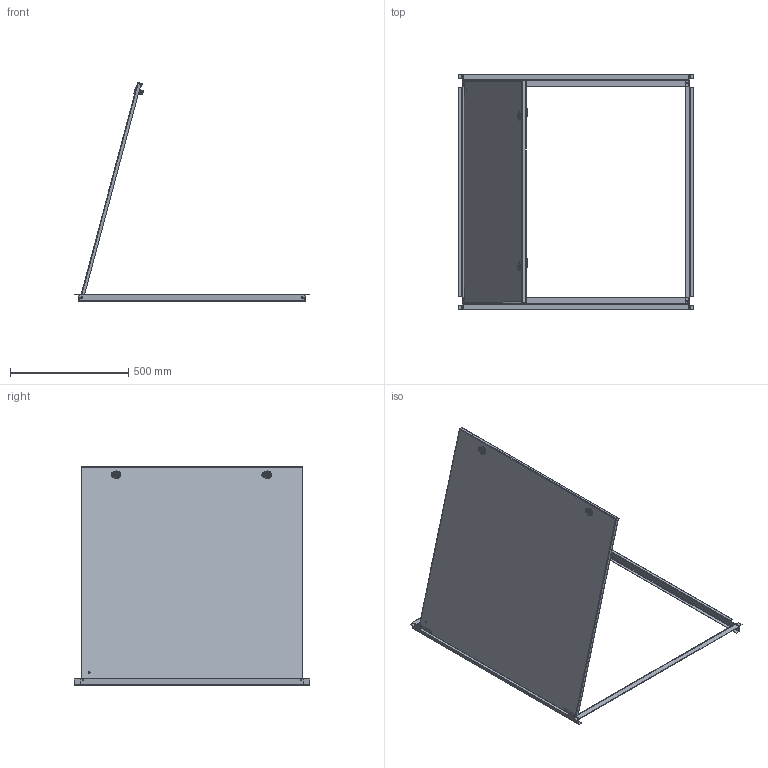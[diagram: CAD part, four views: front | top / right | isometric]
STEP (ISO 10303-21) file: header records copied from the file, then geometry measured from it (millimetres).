
FILE_DESCRIPTION(/* description */ (''),/* implementation_level */ '2;1');
FILE_NAME(/* name */ 'INXPIN100100.stp',/* time_stamp */ '2017-05-29T15:31:05+02:00',/* author */ (''),/* organization */ (''),/* preprocessor_version */ 'ST-DEVELOPER v15',/* originating_system */ 'SIEMENS PLM Software NX 9.0',/* authorisation */ '');
FILE_SCHEMA (('CONFIG_CONTROL_DESIGN'));
Length unit declared in the file: millimetre
Products named in the file (15): 995.P020_01; 995.P018_01; 995.P017_01; 995.P014_01; 995.P012_01; 995.P013_01; X4X66711_1_PUERTA_INTERIOR_INOX_400X400_BIS_PLAST; 91335_PERNO_M6x10; 1117-u5-pc_asm; 1117-u4-pc_asm; X4X66764_2_PERFIL_HORIZONTAL_stp; X4X66753_1_PERFIL_VERTICAL_stp; 995_C002_01_stp; SOLD_PUERTA_INTERIOR_stp; INXPIN100100_stp
Assembly tree (17 placements, depth 4):
  INXPIN100100_stp
    SOLD_PUERTA_INTERIOR_stp
      995_C002_01_stp  x2
        995.P013_01
        995.P012_01
        995.P014_01
        995.P017_01
        995.P018_01
        995.P020_01
      1117-u4-pc_asm
      1117-u5-pc_asm
      91335_PERNO_M6x10
      X4X66711_1_PUERTA_INTERIOR_INOX_400X400_BIS_PLAST
    X4X66753_1_PERFIL_VERTICAL_stp  x2
    X4X66764_2_PERFIL_HORIZONTAL_stp  x2
Bounding box: 990.6 x 996 x 923.91 mm (x, y, z)
Volume: 1492644.4 mm3; surface area: 2473622.9 mm2
Topology: 28 solids, 28 shells, 1114 faces, 2726 edges, 1705 vertices
Faces by surface type: plane 529, cylinder 372, bspline 94, torus 42, cone 39, sphere 38
Full cylindrical faces by diameter (mm): 6 x1, 6.5 x5, 6.9 x8, 7.45 x4, 10 x2, 14 x2, 16.25 x2, 19.3 x2
Entity records: 41132 total; most frequent: CARTESIAN_POINT 23689, ORIENTED_EDGE 3416, DIRECTION 3059, EDGE_CURVE 1708, AXIS2_PLACEMENT_3D 1084, VERTEX_POINT 1076, LINE 891, VECTOR 891
